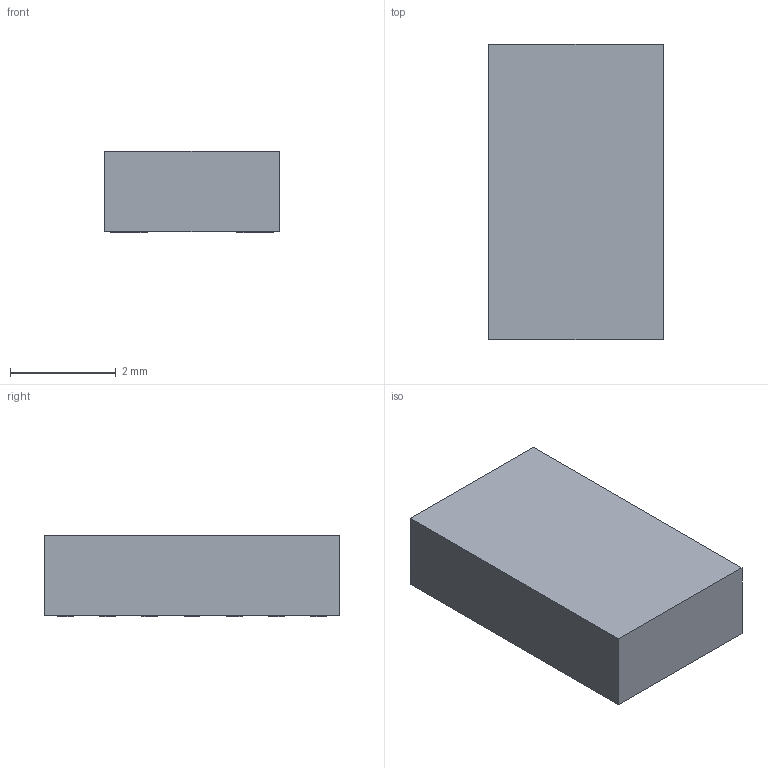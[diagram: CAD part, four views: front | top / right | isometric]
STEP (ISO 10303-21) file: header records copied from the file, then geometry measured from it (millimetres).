
FILE_DESCRIPTION(('FreeCAD Model'),'2;1');
FILE_NAME ('Maxim_MAX30102.step', '2020-12-07T12:10:43+00:00', 'Stefan Hamminga', '', '', '', '');
FILE_SCHEMA(('AUTOMOTIVE_DESIGN_CC2 { 1 2 10303 214 -1 1 5 4 }'));
Length unit declared in the file: millimetre
Products named in the file (1): LinearPattern
Bounding box: 3.3 x 5.6 x 1.55 mm (x, y, z)
Volume: 28.3 mm3; surface area: 64.8 mm2
Topology: 1 solids, 1 shells, 76 faces, 180 edges, 120 vertices
Faces by surface type: plane 76
Entity records: 2165 total; most frequent: CARTESIAN_POINT 377, ORIENTED_EDGE 360, DIRECTION 334, EDGE_CURVE 180, LINE 180, VECTOR 180, VERTEX_POINT 120, FACE_BOUND 90
